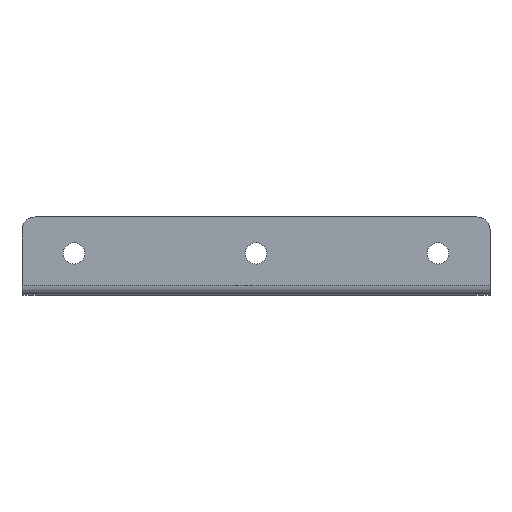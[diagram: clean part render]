
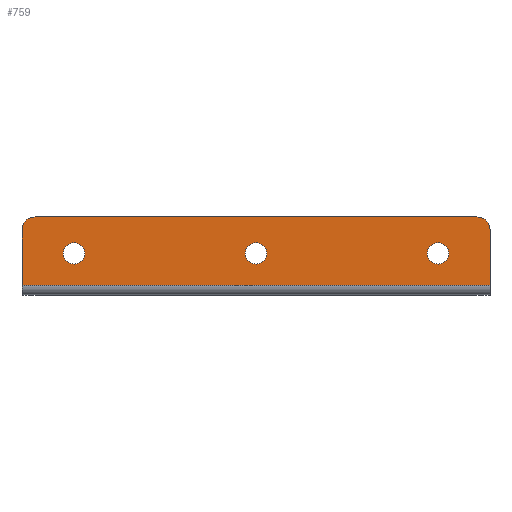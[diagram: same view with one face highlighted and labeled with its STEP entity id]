
A CAD part, top view. The second image highlights one B-rep face of the part: STEP entity #759.
In plain terms, the highlighted planar face has unit normal (0, 0, 1).
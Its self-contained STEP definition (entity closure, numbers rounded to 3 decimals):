
#4 = VECTOR ( 'NONE', #939, 1000. ) ;
#8 = DIRECTION ( 'NONE',  ( 0., -1., 0. ) ) ;
#15 = CARTESIAN_POINT ( 'NONE',  ( -4.1, 16., 0. ) ) ;
#20 = VECTOR ( 'NONE', #91, 1000. ) ;
#29 = AXIS2_PLACEMENT_3D ( 'NONE', #673, #152, #598 ) ;
#34 = LINE ( 'NONE', #120, #4 ) ;
#44 = VECTOR ( 'NONE', #8, 1000. ) ;
#51 = CARTESIAN_POINT ( 'NONE',  ( 65.9, 16., 0. ) ) ;
#54 = EDGE_LOOP ( 'NONE', ( #114, #643 ) ) ;
#55 = EDGE_LOOP ( 'NONE', ( #480, #339 ) ) ;
#59 = AXIS2_PLACEMENT_3D ( 'NONE', #252, #848, #323 ) ;
#69 = AXIS2_PLACEMENT_3D ( 'NONE', #315, #473, #856 ) ;
#79 = CARTESIAN_POINT ( 'NONE',  ( -85., 30., 0. ) ) ;
#91 = DIRECTION ( 'NONE',  ( -1., 0., 0. ) ) ;
#95 = AXIS2_PLACEMENT_3D ( 'NONE', #630, #401, #256 ) ;
#96 = DIRECTION ( 'NONE',  ( -1., 0., 0. ) ) ;
#102 = PLANE ( 'NONE',  #69 ) ;
#114 = ORIENTED_EDGE ( 'NONE', *, *, #732, .T. ) ;
#120 = CARTESIAN_POINT ( 'NONE',  ( -90., 0., 0. ) ) ;
#124 = VECTOR ( 'NONE', #455, 1000. ) ;
#134 = VERTEX_POINT ( 'NONE', #837 ) ;
#138 = EDGE_CURVE ( 'NONE', #912, #134, #336, .T. ) ;
#152 = DIRECTION ( 'NONE',  ( 0., 0., 1. ) ) ;
#158 = VERTEX_POINT ( 'NONE', #660 ) ;
#159 = CARTESIAN_POINT ( 'NONE',  ( 90., 3.7, 0. ) ) ;
#163 = CARTESIAN_POINT ( 'NONE',  ( 90., 30., 0. ) ) ;
#170 = CARTESIAN_POINT ( 'NONE',  ( -74.1, 16., 0. ) ) ;
#179 = FACE_BOUND ( 'NONE', #54, .T. ) ;
#191 = ORIENTED_EDGE ( 'NONE', *, *, #477, .F. ) ;
#224 = EDGE_CURVE ( 'NONE', #134, #636, #34, .T. ) ;
#235 = CARTESIAN_POINT ( 'NONE',  ( -85., 25., 0. ) ) ;
#244 = EDGE_LOOP ( 'NONE', ( #612, #408, #706, #945, #578, #191 ) ) ;
#247 = VERTEX_POINT ( 'NONE', #258 ) ;
#252 = CARTESIAN_POINT ( 'NONE',  ( 70., 16., 0. ) ) ;
#256 = DIRECTION ( 'NONE',  ( -1., 0., 0. ) ) ;
#258 = CARTESIAN_POINT ( 'NONE',  ( 74.1, 16., 0. ) ) ;
#262 = CARTESIAN_POINT ( 'NONE',  ( 85., 30., 0. ) ) ;
#264 = EDGE_LOOP ( 'NONE', ( #760, #631 ) ) ;
#285 = CIRCLE ( 'NONE', #59, 4.1 ) ;
#315 = CARTESIAN_POINT ( 'NONE',  ( 90., 0., 0. ) ) ;
#323 = DIRECTION ( 'NONE',  ( -1., 0., 0. ) ) ;
#335 = EDGE_CURVE ( 'NONE', #589, #600, #421, .T. ) ;
#336 = CIRCLE ( 'NONE', #646, 5. ) ;
#339 = ORIENTED_EDGE ( 'NONE', *, *, #803, .T. ) ;
#351 = DIRECTION ( 'NONE',  ( -1., 0., 0. ) ) ;
#355 = EDGE_CURVE ( 'NONE', #807, #796, #786, .T. ) ;
#372 = CARTESIAN_POINT ( 'NONE',  ( 4.1, 16., 0. ) ) ;
#383 = LINE ( 'NONE', #159, #20 ) ;
#398 = DIRECTION ( 'NONE',  ( -1., 0., 0. ) ) ;
#401 = DIRECTION ( 'NONE',  ( 0., 0., -1. ) ) ;
#405 = EDGE_CURVE ( 'NONE', #560, #247, #951, .T. ) ;
#408 = ORIENTED_EDGE ( 'NONE', *, *, #881, .T. ) ;
#417 = CIRCLE ( 'NONE', #29, 5. ) ;
#421 = CIRCLE ( 'NONE', #766, 4.1 ) ;
#437 = AXIS2_PLACEMENT_3D ( 'NONE', #771, #548, #398 ) ;
#455 = DIRECTION ( 'NONE',  ( -1., 0., 0. ) ) ;
#456 = EDGE_CURVE ( 'NONE', #158, #979, #826, .T. ) ;
#467 = CARTESIAN_POINT ( 'NONE',  ( -65.9, 16., 0. ) ) ;
#473 = DIRECTION ( 'NONE',  ( 0., 0., -1. ) ) ;
#477 = EDGE_CURVE ( 'NONE', #979, #636, #383, .T. ) ;
#478 = FACE_BOUND ( 'NONE', #55, .T. ) ;
#480 = ORIENTED_EDGE ( 'NONE', *, *, #405, .T. ) ;
#486 = EDGE_CURVE ( 'NONE', #527, #912, #793, .T. ) ;
#499 = CIRCLE ( 'NONE', #437, 4.1 ) ;
#509 = CARTESIAN_POINT ( 'NONE',  ( 90., 3.7, 0. ) ) ;
#523 = CARTESIAN_POINT ( 'NONE',  ( 70., 16., 0. ) ) ;
#527 = VERTEX_POINT ( 'NONE', #262 ) ;
#548 = DIRECTION ( 'NONE',  ( 0., 0., -1. ) ) ;
#560 = VERTEX_POINT ( 'NONE', #51 ) ;
#578 = ORIENTED_EDGE ( 'NONE', *, *, #224, .T. ) ;
#587 = DIRECTION ( 'NONE',  ( 0., 0., -1. ) ) ;
#589 = VERTEX_POINT ( 'NONE', #15 ) ;
#592 = DIRECTION ( 'NONE',  ( 0., 0., -1. ) ) ;
#598 = DIRECTION ( 'NONE',  ( -1., 0., 0. ) ) ;
#600 = VERTEX_POINT ( 'NONE', #372 ) ;
#612 = ORIENTED_EDGE ( 'NONE', *, *, #456, .F. ) ;
#630 = CARTESIAN_POINT ( 'NONE',  ( -70., 16., 0. ) ) ;
#631 = ORIENTED_EDGE ( 'NONE', *, *, #784, .T. ) ;
#636 = VERTEX_POINT ( 'NONE', #892 ) ;
#643 = ORIENTED_EDGE ( 'NONE', *, *, #355, .T. ) ;
#646 = AXIS2_PLACEMENT_3D ( 'NONE', #235, #682, #96 ) ;
#647 = FACE_BOUND ( 'NONE', #264, .T. ) ;
#656 = CIRCLE ( 'NONE', #95, 4.1 ) ;
#660 = CARTESIAN_POINT ( 'NONE',  ( 90., 25., 0. ) ) ;
#663 = DIRECTION ( 'NONE',  ( 0., 0., -1. ) ) ;
#673 = CARTESIAN_POINT ( 'NONE',  ( 85., 25., 0. ) ) ;
#682 = DIRECTION ( 'NONE',  ( 0., 0., 1. ) ) ;
#706 = ORIENTED_EDGE ( 'NONE', *, *, #486, .T. ) ;
#720 = CARTESIAN_POINT ( 'NONE',  ( 0., 16., 0. ) ) ;
#725 = AXIS2_PLACEMENT_3D ( 'NONE', #523, #663, #962 ) ;
#732 = EDGE_CURVE ( 'NONE', #796, #807, #656, .T. ) ;
#759 = ADVANCED_FACE ( 'NONE', ( #179, #478, #647, #852 ), #102, .F. ) ;
#760 = ORIENTED_EDGE ( 'NONE', *, *, #335, .T. ) ;
#766 = AXIS2_PLACEMENT_3D ( 'NONE', #720, #592, #351 ) ;
#771 = CARTESIAN_POINT ( 'NONE',  ( 0., 16., 0. ) ) ;
#784 = EDGE_CURVE ( 'NONE', #600, #589, #499, .T. ) ;
#786 = CIRCLE ( 'NONE', #976, 4.1 ) ;
#793 = LINE ( 'NONE', #163, #124 ) ;
#796 = VERTEX_POINT ( 'NONE', #170 ) ;
#797 = CARTESIAN_POINT ( 'NONE',  ( -70., 16., 0. ) ) ;
#803 = EDGE_CURVE ( 'NONE', #247, #560, #285, .T. ) ;
#807 = VERTEX_POINT ( 'NONE', #467 ) ;
#826 = LINE ( 'NONE', #915, #44 ) ;
#837 = CARTESIAN_POINT ( 'NONE',  ( -90., 25., 0. ) ) ;
#848 = DIRECTION ( 'NONE',  ( 0., 0., -1. ) ) ;
#852 = FACE_OUTER_BOUND ( 'NONE', #244, .T. ) ;
#856 = DIRECTION ( 'NONE',  ( -1., 0., 0. ) ) ;
#881 = EDGE_CURVE ( 'NONE', #158, #527, #417, .T. ) ;
#885 = DIRECTION ( 'NONE',  ( -1., 0., 0. ) ) ;
#892 = CARTESIAN_POINT ( 'NONE',  ( -90., 3.7, 0. ) ) ;
#912 = VERTEX_POINT ( 'NONE', #79 ) ;
#915 = CARTESIAN_POINT ( 'NONE',  ( 90., 0., 0. ) ) ;
#939 = DIRECTION ( 'NONE',  ( 0., -1., 0. ) ) ;
#945 = ORIENTED_EDGE ( 'NONE', *, *, #138, .T. ) ;
#951 = CIRCLE ( 'NONE', #725, 4.1 ) ;
#962 = DIRECTION ( 'NONE',  ( -1., 0., 0. ) ) ;
#976 = AXIS2_PLACEMENT_3D ( 'NONE', #797, #587, #885 ) ;
#979 = VERTEX_POINT ( 'NONE', #509 ) ;
